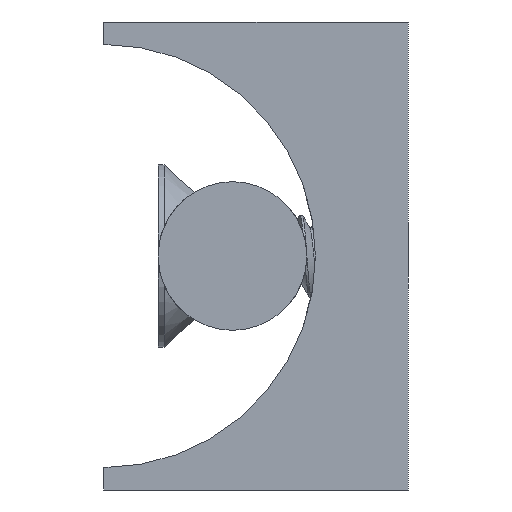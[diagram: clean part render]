
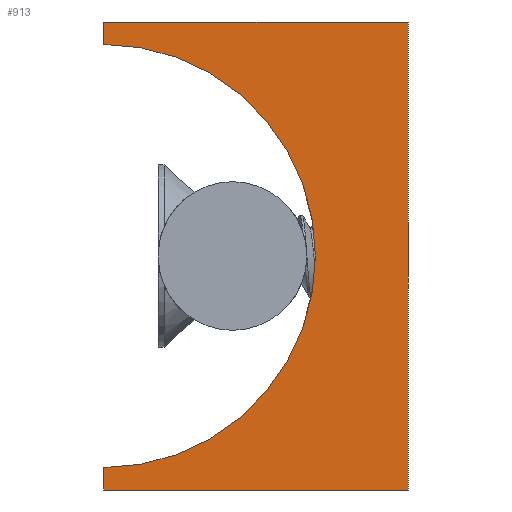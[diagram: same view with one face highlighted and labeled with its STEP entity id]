
A CAD part, left-side view. The second image highlights one B-rep face of the part: STEP entity #913.
In plain terms, the highlighted planar face has unit normal (-1, 0, 0).
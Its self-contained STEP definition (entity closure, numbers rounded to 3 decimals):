
#49=PLANE('',#1012);
#142=FACE_OUTER_BOUND('',#199,.T.);
#199=EDGE_LOOP('',(#806,#807,#808,#809,#810,#811));
#237=CIRCLE('',#1013,9.04);
#297=LINE('',#3315,#348);
#298=LINE('',#3319,#349);
#299=LINE('',#3321,#350);
#300=LINE('',#3323,#351);
#301=LINE('',#3324,#352);
#348=VECTOR('',#1212,10.);
#349=VECTOR('',#1215,10.);
#350=VECTOR('',#1216,10.);
#351=VECTOR('',#1217,10.);
#352=VECTOR('',#1218,10.);
#437=VERTEX_POINT('',#3313);
#438=VERTEX_POINT('',#3314);
#439=VERTEX_POINT('',#3316);
#440=VERTEX_POINT('',#3318);
#441=VERTEX_POINT('',#3320);
#442=VERTEX_POINT('',#3322);
#563=EDGE_CURVE('',#437,#438,#297,.T.);
#564=EDGE_CURVE('',#438,#439,#237,.T.);
#565=EDGE_CURVE('',#439,#440,#298,.T.);
#566=EDGE_CURVE('',#440,#441,#299,.T.);
#567=EDGE_CURVE('',#441,#442,#300,.T.);
#568=EDGE_CURVE('',#442,#437,#301,.T.);
#806=ORIENTED_EDGE('',*,*,#563,.T.);
#807=ORIENTED_EDGE('',*,*,#564,.T.);
#808=ORIENTED_EDGE('',*,*,#565,.T.);
#809=ORIENTED_EDGE('',*,*,#566,.T.);
#810=ORIENTED_EDGE('',*,*,#567,.T.);
#811=ORIENTED_EDGE('',*,*,#568,.T.);
#913=ADVANCED_FACE('',(#142),#49,.F.);
#1012=AXIS2_PLACEMENT_3D('',#3312,#1210,#1211);
#1013=AXIS2_PLACEMENT_3D('',#3317,#1213,#1214);
#1210=DIRECTION('center_axis',(1.,0.,0.));
#1211=DIRECTION('ref_axis',(0.,0.,-1.));
#1212=DIRECTION('',(0.,0.,-1.));
#1213=DIRECTION('center_axis',(1.,0.,0.));
#1214=DIRECTION('ref_axis',(0.,0.,1.));
#1215=DIRECTION('',(0.,0.,-1.));
#1216=DIRECTION('',(0.,-1.,0.));
#1217=DIRECTION('',(0.,0.,1.));
#1218=DIRECTION('',(0.,1.,0.));
#3312=CARTESIAN_POINT('Origin',(-40.,-6.5,0.));
#3313=CARTESIAN_POINT('',(-40.,0.,10.));
#3314=CARTESIAN_POINT('',(-40.,0.,9.04));
#3315=CARTESIAN_POINT('',(-40.,0.,10.));
#3316=CARTESIAN_POINT('',(-40.,0.,-9.04));
#3317=CARTESIAN_POINT('Origin',(-40.,0.,0.));
#3318=CARTESIAN_POINT('',(-40.,0.,-10.));
#3319=CARTESIAN_POINT('',(-40.,0.,-9.04));
#3320=CARTESIAN_POINT('',(-40.,-13.,-10.));
#3321=CARTESIAN_POINT('',(-40.,0.,-10.));
#3322=CARTESIAN_POINT('',(-40.,-13.,10.));
#3323=CARTESIAN_POINT('',(-40.,-13.,-10.));
#3324=CARTESIAN_POINT('',(-40.,-13.,10.));
